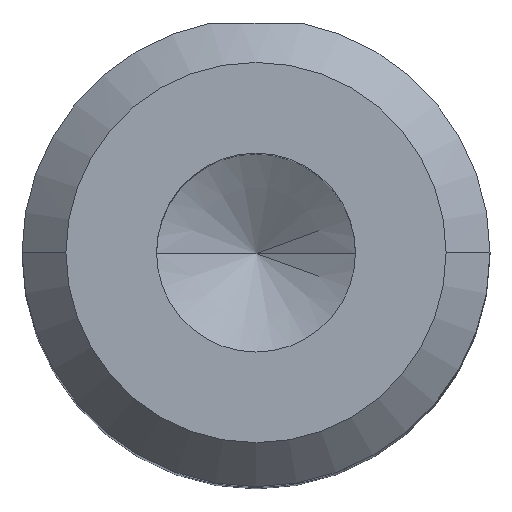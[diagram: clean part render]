
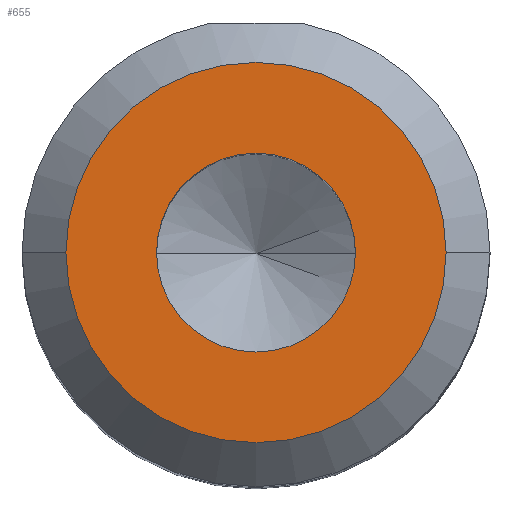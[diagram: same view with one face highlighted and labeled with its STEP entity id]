
A CAD part, top view. The second image highlights one B-rep face of the part: STEP entity #655.
In plain terms, the highlighted planar face has unit normal (0, 0, 1).
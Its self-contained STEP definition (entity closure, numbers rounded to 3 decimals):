
#30 = AXIS2_PLACEMENT_3D ( 'NONE', #657, #66, #756 ) ;
#66 = DIRECTION ( 'NONE',  ( 0., 0., 1. ) ) ;
#169 = AXIS2_PLACEMENT_3D ( 'NONE', #800, #212, #900 ) ;
#174 = AXIS2_PLACEMENT_3D ( 'NONE', #1044, #940, #1248 ) ;
#179 = CIRCLE ( 'NONE', #30, 3.4 ) ;
#198 = CIRCLE ( 'NONE', #913, 3.4 ) ;
#212 = DIRECTION ( 'NONE',  ( 0., 0., 1. ) ) ;
#246 = CARTESIAN_POINT ( 'NONE',  ( 0., 0., 25. ) ) ;
#331 = CARTESIAN_POINT ( 'NONE',  ( 6.5, 0., 25. ) ) ;
#349 = DIRECTION ( 'NONE',  ( 1., 0., 0. ) ) ;
#405 = VERTEX_POINT ( 'NONE', #1011 ) ;
#432 = ORIENTED_EDGE ( 'NONE', *, *, #829, .F. ) ;
#445 = CARTESIAN_POINT ( 'NONE',  ( -3.4, 0., 25. ) ) ;
#494 = VERTEX_POINT ( 'NONE', #331 ) ;
#536 = DIRECTION ( 'NONE',  ( 0., 0., 1. ) ) ;
#546 = PLANE ( 'NONE',  #174 ) ;
#574 = ORIENTED_EDGE ( 'NONE', *, *, #1076, .T. ) ;
#606 = EDGE_LOOP ( 'NONE', ( #1196, #432 ) ) ;
#655 = ADVANCED_FACE ( 'NONE', ( #862, #1132 ), #546, .T. ) ;
#657 = CARTESIAN_POINT ( 'NONE',  ( 0., 0., 25. ) ) ;
#663 = VERTEX_POINT ( 'NONE', #445 ) ;
#675 = CARTESIAN_POINT ( 'NONE',  ( 3.4, 0., 25. ) ) ;
#680 = ORIENTED_EDGE ( 'NONE', *, *, #752, .T. ) ;
#719 = CIRCLE ( 'NONE', #851, 6.5 ) ;
#752 = EDGE_CURVE ( 'NONE', #494, #405, #1271, .T. ) ;
#756 = DIRECTION ( 'NONE',  ( 1., 0., 0. ) ) ;
#800 = CARTESIAN_POINT ( 'NONE',  ( 0., 0., 25. ) ) ;
#804 = EDGE_LOOP ( 'NONE', ( #574, #680 ) ) ;
#829 = EDGE_CURVE ( 'NONE', #663, #926, #179, .T. ) ;
#851 = AXIS2_PLACEMENT_3D ( 'NONE', #246, #933, #349 ) ;
#862 = FACE_OUTER_BOUND ( 'NONE', #804, .T. ) ;
#900 = DIRECTION ( 'NONE',  ( 1., 0., 0. ) ) ;
#913 = AXIS2_PLACEMENT_3D ( 'NONE', #1146, #536, #1242 ) ;
#926 = VERTEX_POINT ( 'NONE', #675 ) ;
#933 = DIRECTION ( 'NONE',  ( 0., 0., 1. ) ) ;
#940 = DIRECTION ( 'NONE',  ( 0., 0., 1. ) ) ;
#1011 = CARTESIAN_POINT ( 'NONE',  ( -6.5, 0., 25. ) ) ;
#1044 = CARTESIAN_POINT ( 'NONE',  ( 0., 0., 25. ) ) ;
#1076 = EDGE_CURVE ( 'NONE', #405, #494, #719, .T. ) ;
#1083 = EDGE_CURVE ( 'NONE', #926, #663, #198, .T. ) ;
#1132 = FACE_BOUND ( 'NONE', #606, .T. ) ;
#1146 = CARTESIAN_POINT ( 'NONE',  ( 0., 0., 25. ) ) ;
#1196 = ORIENTED_EDGE ( 'NONE', *, *, #1083, .F. ) ;
#1242 = DIRECTION ( 'NONE',  ( 1., 0., 0. ) ) ;
#1248 = DIRECTION ( 'NONE',  ( 1., 0., 0. ) ) ;
#1271 = CIRCLE ( 'NONE', #169, 6.5 ) ;
